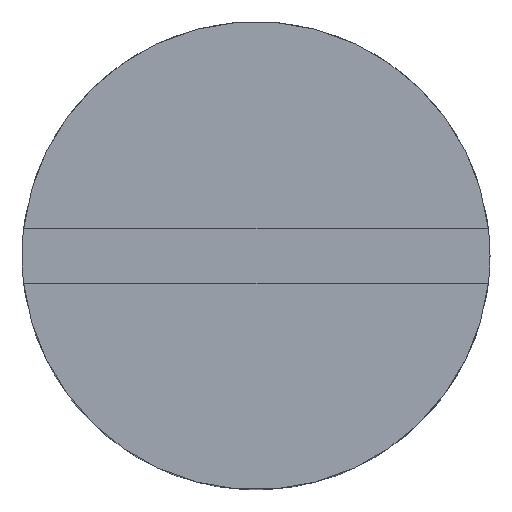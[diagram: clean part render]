
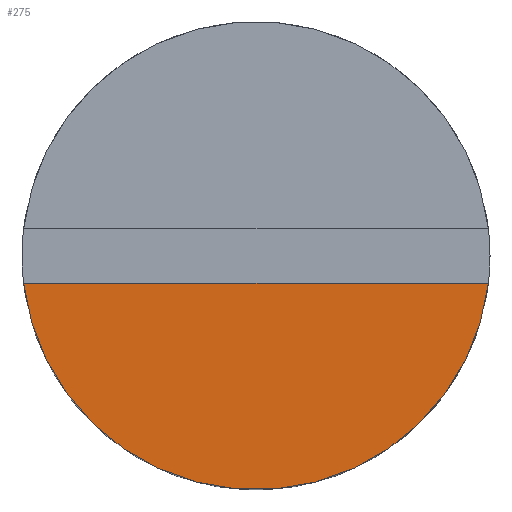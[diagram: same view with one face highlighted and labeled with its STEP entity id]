
A CAD part, top view. The second image highlights one B-rep face of the part: STEP entity #275.
In plain terms, the highlighted planar face has unit normal (0, 0, 1).
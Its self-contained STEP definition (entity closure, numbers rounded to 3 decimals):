
#223=AXIS2_PLACEMENT_3D('Circle Axis2P3D',#221,#222,$) ;
#254=AXIS2_PLACEMENT_3D('Plane Axis2P3D',#251,#252,#253) ;
#218=CARTESIAN_POINT('Vertex',(8.47,3.75,48.3)) ;
#221=CARTESIAN_POINT('Axis2P3D Location',(4.25,4.25,48.3)) ;
#225=CARTESIAN_POINT('Vertex',(0.03,3.75,48.3)) ;
#251=CARTESIAN_POINT('Axis2P3D Location',(0.,0.,48.3)) ;
#266=CARTESIAN_POINT('Line Origine',(4.25,3.75,48.3)) ;
#222=DIRECTION('Axis2P3D Direction',(0.,0.,1.)) ;
#252=DIRECTION('Axis2P3D Direction',(0.,0.,1.)) ;
#253=DIRECTION('Axis2P3D XDirection',(1.,0.,0.)) ;
#267=DIRECTION('Vector Direction',(-1.,0.,0.)) ;
#268=VECTOR('Line Direction',#267,1.) ;
#272=ORIENTED_EDGE('',*,*,#227,.T.) ;
#273=ORIENTED_EDGE('',*,*,#270,.F.) ;
#275=ADVANCED_FACE('V1',(#274),#255,.T.) ;
#224=CIRCLE('generated circle',#223,4.25) ;
#227=EDGE_CURVE('',#226,#219,#224,.T.) ;
#270=EDGE_CURVE('',#226,#219,#269,.F.) ;
#271=EDGE_LOOP('',(#272,#273)) ;
#274=FACE_OUTER_BOUND('',#271,.T.) ;
#269=LINE('Line',#266,#268) ;
#255=PLANE('',#254) ;
#219=VERTEX_POINT('',#218) ;
#226=VERTEX_POINT('',#225) ;
